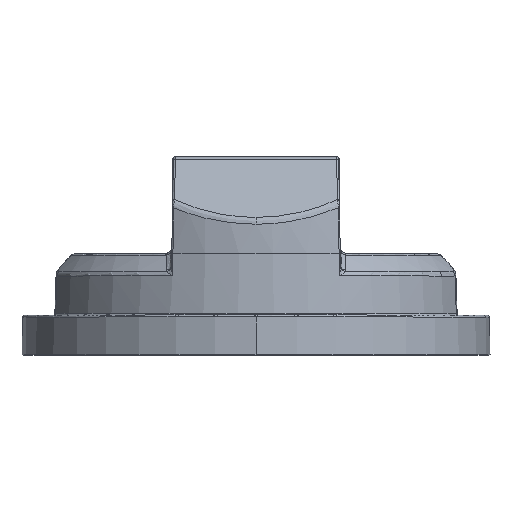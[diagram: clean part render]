
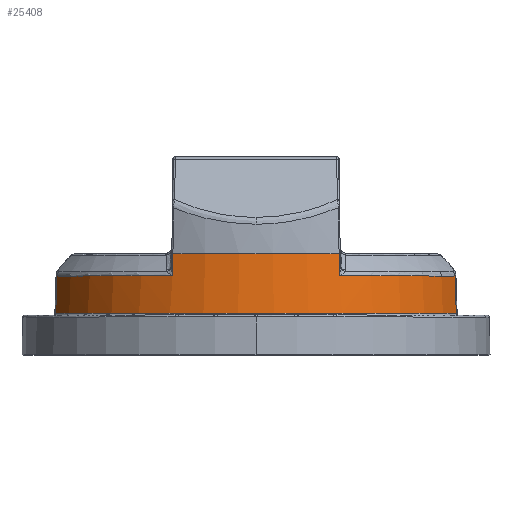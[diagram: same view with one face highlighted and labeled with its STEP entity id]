
A CAD part, top view. The second image highlights one B-rep face of the part: STEP entity #25408.
In plain terms, the highlighted conical face has half-angle 1.5 degrees and reference radius 13.462 mm.
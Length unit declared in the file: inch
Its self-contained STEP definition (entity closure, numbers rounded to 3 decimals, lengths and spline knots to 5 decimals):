
#209 = DIRECTION ( 'NONE',  ( 0., -1., 0. ) ) ;
#769 = VERTEX_POINT ( 'NONE', #2931 ) ;
#1735 = AXIS2_PLACEMENT_3D ( 'NONE', #8691, #8641, #8508 ) ;
#1862 = CARTESIAN_POINT ( 'NONE',  ( 0.50226, 0.01881, 0.16093 ) ) ;
#2334 = EDGE_CURVE ( 'NONE', #25532, #19420, #23685, .T. ) ;
#2407 = EDGE_CURVE ( 'NONE', #19420, #13411, #16526, .T. ) ;
#2931 = CARTESIAN_POINT ( 'NONE',  ( -0.50226, 0.01881, 0.16093 ) ) ;
#3570 = EDGE_CURVE ( 'NONE', #16757, #11446, #14404, .T. ) ;
#3693 = DIRECTION ( 'NONE',  ( 0., 1., 0. ) ) ;
#3757 = EDGE_CURVE ( 'NONE', #11446, #9951, #4714, .T. ) ;
#4383 = DIRECTION ( 'NONE',  ( 0., 0., -1. ) ) ;
#4581 = ORIENTED_EDGE ( 'NONE', *, *, #2407, .T. ) ;
#4584 = EDGE_CURVE ( 'NONE', #16757, #18032, #8782, .T. ) ;
#4714 = B_SPLINE_CURVE_WITH_KNOTS ( 'NONE', 3,
 ( #9254, #9176, #7425, #25227, #4892, #7605, #8584, #5519, #6517, #6612 ),
 .UNSPECIFIED., .F., .F.,
 ( 4, 3, 3, 4 ),
 ( 0., 0.00025, 0.00127, 0.00143 ),
 .UNSPECIFIED. ) ;
#4892 = CARTESIAN_POINT ( 'NONE',  ( -0.21009, 0.05167, 0.48282 ) ) ;
#5064 = CARTESIAN_POINT ( 'NONE',  ( 0.20969, 0.075, 0.48233 ) ) ;
#5146 = CARTESIAN_POINT ( 'NONE',  ( -0.20968, 0.075, 0.48233 ) ) ;
#5219 = ORIENTED_EDGE ( 'NONE', *, *, #4584, .F. ) ;
#5238 = CARTESIAN_POINT ( 'NONE',  ( -0.20968, 0.075, 0.48233 ) ) ;
#5497 = EDGE_CURVE ( 'NONE', #9951, #769, #5517, .T. ) ;
#5517 = CIRCLE ( 'NONE', #24498, 0.52741 ) ;
#5519 = CARTESIAN_POINT ( 'NONE',  ( -0.2106, 0.02295, 0.48342 ) ) ;
#6232 = EDGE_LOOP ( 'NONE', ( #20804, #23381, #20266, #13969, #4581, #14700, #5219, #16442, #18758, #16888 ) ) ;
#6517 = CARTESIAN_POINT ( 'NONE',  ( -0.21063, 0.02088, 0.48347 ) ) ;
#6612 = CARTESIAN_POINT ( 'NONE',  ( -0.21067, 0.01881, 0.48351 ) ) ;
#6699 = CARTESIAN_POINT ( 'NONE',  ( 0., 0.01881, 0. ) ) ;
#6769 = DIRECTION ( 'NONE',  ( 0., -1., 0. ) ) ;
#6835 = EDGE_CURVE ( 'NONE', #769, #22886, #22697, .T. ) ;
#7102 = CARTESIAN_POINT ( 'NONE',  ( -0.20969, 0.075, 0.48233 ) ) ;
#7425 = CARTESIAN_POINT ( 'NONE',  ( -0.2098, 0.06834, 0.48247 ) ) ;
#7525 = DIRECTION ( 'NONE',  ( 0., 0., 1. ) ) ;
#7605 = CARTESIAN_POINT ( 'NONE',  ( -0.21033, 0.03835, 0.4831 ) ) ;
#7821 = CIRCLE ( 'NONE', #26051, 0.52987 ) ;
#7897 = EDGE_CURVE ( 'NONE', #22886, #16962, #7821, .T. ) ;
#7926 = CARTESIAN_POINT ( 'NONE',  ( 0.50465, -0.0517, 0.15952 ) ) ;
#7936 = EDGE_CURVE ( 'NONE', #16962, #25532, #15956, .T. ) ;
#8508 = DIRECTION ( 'NONE',  ( 0., 0., -1. ) ) ;
#8584 = CARTESIAN_POINT ( 'NONE',  ( -0.21056, 0.02502, 0.48338 ) ) ;
#8641 = DIRECTION ( 'NONE',  ( 0., 1., 0. ) ) ;
#8691 = CARTESIAN_POINT ( 'NONE',  ( 0., 0.075, 0. ) ) ;
#8782 = CIRCLE ( 'NONE', #1735, 0.52594 ) ;
#9176 = CARTESIAN_POINT ( 'NONE',  ( -0.20974, 0.07167, 0.4824 ) ) ;
#9254 = CARTESIAN_POINT ( 'NONE',  ( -0.20969, 0.075, 0.48233 ) ) ;
#9323 = CARTESIAN_POINT ( 'NONE',  ( -0.20969, 0.075, 0.48233 ) ) ;
#9934 = CARTESIAN_POINT ( 'NONE',  ( 0.50544, -0.07513, 0.15905 ) ) ;
#9951 = VERTEX_POINT ( 'NONE', #16467 ) ;
#10405 = CARTESIAN_POINT ( 'NONE',  ( -0.50544, -0.07513, 0.15905 ) ) ;
#10568 = CARTESIAN_POINT ( 'NONE',  ( -0.50465, -0.0517, 0.15952 ) ) ;
#10587 = CARTESIAN_POINT ( 'NONE',  ( -0.50385, -0.02827, 0.15999 ) ) ;
#10645 = CARTESIAN_POINT ( 'NONE',  ( -0.50306, -0.00485, 0.16046 ) ) ;
#10666 = CARTESIAN_POINT ( 'NONE',  ( -0.50279, 0.00304, 0.16062 ) ) ;
#10732 = CARTESIAN_POINT ( 'NONE',  ( -0.50253, 0.01092, 0.16077 ) ) ;
#10784 = CARTESIAN_POINT ( 'NONE',  ( -0.50544, -0.07513, 0.15905 ) ) ;
#10824 = CARTESIAN_POINT ( 'NONE',  ( -0.50226, 0.01881, 0.16093 ) ) ;
#11077 = CARTESIAN_POINT ( 'NONE',  ( 0.20969, 0.075, 0.48233 ) ) ;
#11167 = CARTESIAN_POINT ( 'NONE',  ( 0.20968, 0.075, 0.48233 ) ) ;
#11446 = VERTEX_POINT ( 'NONE', #7102 ) ;
#11673 = CARTESIAN_POINT ( 'NONE',  ( -0.20969, 0.075, 0.48233 ) ) ;
#11929 = CARTESIAN_POINT ( 'NONE',  ( 0.50306, -0.00485, 0.16046 ) ) ;
#12117 = CARTESIAN_POINT ( 'NONE',  ( 0.21067, 0.01881, 0.48351 ) ) ;
#12473 = CARTESIAN_POINT ( 'NONE',  ( 0.21063, 0.02088, 0.48347 ) ) ;
#12654 = CARTESIAN_POINT ( 'NONE',  ( 0.2106, 0.02295, 0.48342 ) ) ;
#12663 = CARTESIAN_POINT ( 'NONE',  ( 0.21056, 0.02502, 0.48338 ) ) ;
#12821 = CARTESIAN_POINT ( 'NONE',  ( 0.2105, 0.02835, 0.48331 ) ) ;
#12905 = CARTESIAN_POINT ( 'NONE',  ( 0.21044, 0.03168, 0.48324 ) ) ;
#12983 = CARTESIAN_POINT ( 'NONE',  ( 0.21039, 0.03501, 0.48317 ) ) ;
#13163 = CARTESIAN_POINT ( 'NONE',  ( 0.21015, 0.04834, 0.48289 ) ) ;
#13193 = CARTESIAN_POINT ( 'NONE',  ( 0.20992, 0.06167, 0.48261 ) ) ;
#13411 = VERTEX_POINT ( 'NONE', #16059 ) ;
#13881 = CARTESIAN_POINT ( 'NONE',  ( 0.50544, -0.07513, 0.15905 ) ) ;
#13947 = CARTESIAN_POINT ( 'NONE',  ( 0.50253, 0.01092, 0.16077 ) ) ;
#13969 = ORIENTED_EDGE ( 'NONE', *, *, #2334, .T. ) ;
#14379 = CARTESIAN_POINT ( 'NONE',  ( 0., -0.08, 0. ) ) ;
#14404 = B_SPLINE_CURVE_WITH_KNOTS ( 'NONE', 3,
 ( #5238, #5146, #9323, #11673 ),
 .UNSPECIFIED., .F., .F.,
 ( 4, 4 ),
 ( 0., 0. ),
 .UNSPECIFIED. ) ;
#14700 = ORIENTED_EDGE ( 'NONE', *, *, #24200, .T. ) ;
#15122 = CARTESIAN_POINT ( 'NONE',  ( 0.20968, 0.075, 0.48233 ) ) ;
#15789 = CARTESIAN_POINT ( 'NONE',  ( 0., -0.07513, 0. ) ) ;
#15956 = B_SPLINE_CURVE_WITH_KNOTS ( 'NONE', 3,
 ( #9934, #7926, #19999, #11929, #26177, #13947, #1862 ),
 .UNSPECIFIED., .F., .F.,
 ( 4, 3, 4 ),
 ( 0.00012, 0.00191, 0.00251 ),
 .UNSPECIFIED. ) ;
#16059 = CARTESIAN_POINT ( 'NONE',  ( 0.20969, 0.075, 0.48233 ) ) ;
#16442 = ORIENTED_EDGE ( 'NONE', *, *, #3570, .T. ) ;
#16467 = CARTESIAN_POINT ( 'NONE',  ( -0.21067, 0.01881, 0.48351 ) ) ;
#16526 = B_SPLINE_CURVE_WITH_KNOTS ( 'NONE', 3,
 ( #12117, #12473, #12654, #12663, #12821, #12905, #12983, #13163, #13193, #26203 ),
 .UNSPECIFIED., .F., .F.,
 ( 4, 3, 3, 4 ),
 ( -0.00016, 0., 0.00025, 0.00127 ),
 .UNSPECIFIED. ) ;
#16757 = VERTEX_POINT ( 'NONE', #23262 ) ;
#16888 = ORIENTED_EDGE ( 'NONE', *, *, #5497, .T. ) ;
#16962 = VERTEX_POINT ( 'NONE', #13881 ) ;
#17857 = FACE_OUTER_BOUND ( 'NONE', #6232, .T. ) ;
#17867 = DIRECTION ( 'NONE',  ( 0., 0., -1. ) ) ;
#18032 = VERTEX_POINT ( 'NONE', #15122 ) ;
#18597 = DIRECTION ( 'NONE',  ( 0., 0., 1. ) ) ;
#18625 = DIRECTION ( 'NONE',  ( 0., -1., 0. ) ) ;
#18651 = CARTESIAN_POINT ( 'NONE',  ( 0., 0.01881, 0. ) ) ;
#18758 = ORIENTED_EDGE ( 'NONE', *, *, #3757, .T. ) ;
#19420 = VERTEX_POINT ( 'NONE', #24799 ) ;
#19905 = AXIS2_PLACEMENT_3D ( 'NONE', #14379, #209, #4383 ) ;
#19999 = CARTESIAN_POINT ( 'NONE',  ( 0.50385, -0.02827, 0.15999 ) ) ;
#20266 = ORIENTED_EDGE ( 'NONE', *, *, #7936, .T. ) ;
#20804 = ORIENTED_EDGE ( 'NONE', *, *, #6835, .T. ) ;
#22697 = B_SPLINE_CURVE_WITH_KNOTS ( 'NONE', 3,
 ( #10824, #10732, #10666, #10645, #10587, #10568, #10405 ),
 .UNSPECIFIED., .F., .F.,
 ( 4, 3, 4 ),
 ( 0.00143, 0.00203, 0.00382 ),
 .UNSPECIFIED. ) ;
#22762 = CARTESIAN_POINT ( 'NONE',  ( 0.50226, 0.01881, 0.16093 ) ) ;
#22886 = VERTEX_POINT ( 'NONE', #10784 ) ;
#23262 = CARTESIAN_POINT ( 'NONE',  ( -0.20968, 0.075, 0.48233 ) ) ;
#23347 = CARTESIAN_POINT ( 'NONE',  ( 0.20968, 0.075, 0.48233 ) ) ;
#23381 = ORIENTED_EDGE ( 'NONE', *, *, #7897, .T. ) ;
#23685 = CIRCLE ( 'NONE', #24043, 0.52741 ) ;
#24043 = AXIS2_PLACEMENT_3D ( 'NONE', #6699, #6769, #7525 ) ;
#24200 = EDGE_CURVE ( 'NONE', #13411, #18032, #25061, .T. ) ;
#24498 = AXIS2_PLACEMENT_3D ( 'NONE', #18651, #18625, #18597 ) ;
#24799 = CARTESIAN_POINT ( 'NONE',  ( 0.21067, 0.01881, 0.48351 ) ) ;
#25061 = B_SPLINE_CURVE_WITH_KNOTS ( 'NONE', 3,
 ( #11077, #5064, #23347, #11167 ),
 .UNSPECIFIED., .F., .F.,
 ( 4, 4 ),
 ( 0., 0. ),
 .UNSPECIFIED. ) ;
#25227 = CARTESIAN_POINT ( 'NONE',  ( -0.20986, 0.065, 0.48254 ) ) ;
#25408 = ADVANCED_FACE ( 'NONE', ( #17857 ), #25523, .T. ) ;
#25523 = CONICAL_SURFACE ( 'NONE', #19905, 0.53, 0.026 ) ;
#25532 = VERTEX_POINT ( 'NONE', #22762 ) ;
#26051 = AXIS2_PLACEMENT_3D ( 'NONE', #15789, #3693, #17867 ) ;
#26177 = CARTESIAN_POINT ( 'NONE',  ( 0.50279, 0.00304, 0.16062 ) ) ;
#26203 = CARTESIAN_POINT ( 'NONE',  ( 0.20969, 0.075, 0.48233 ) ) ;
